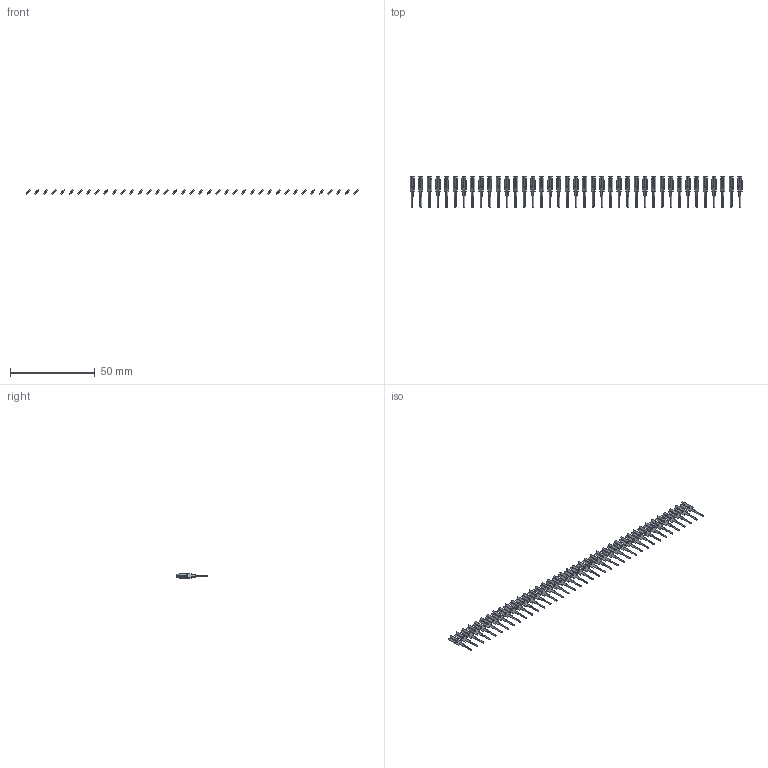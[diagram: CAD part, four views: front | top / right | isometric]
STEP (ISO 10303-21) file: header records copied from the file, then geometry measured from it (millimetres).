
FILE_DESCRIPTION (( 'STEP AP203' ), '1' );
FILE_NAME ('106-039-251-200.STEP', '2020-04-16T19:59:59', ( '' ), ( '' ), 'SwSTEP 2.0', 'SolidWorks 2016', '' );
FILE_SCHEMA (( 'CONFIG_CONTROL_DESIGN' ));
Length unit declared in the file: inch
Products named in the file (2): 100-290-001_100-290-251; 106-039-251-200
Assembly tree (39 placements, depth 2):
  106-039-251-200
    100-290-001_100-290-251  x39
Bounding box: 195.57 x 17.9 x 2.53 mm (x, y, z)
Volume: 713.1 mm3; surface area: 3504.8 mm2
Topology: 39 solids, 39 shells, 1092 faces, 3042 edges, 2028 vertices
Faces by surface type: plane 858, cylinder 234
Entity records: 2310 total; most frequent: DIRECTION 226, CARTESIAN_POINT 212, ORIENTED_EDGE 156, LOCAL_TIME 88, DATE_AND_TIME 88, CALENDAR_DATE 88, COORDINATED_UNIVERSAL_TIME_OFFSET 88, AXIS2_PLACEMENT_3D 82
